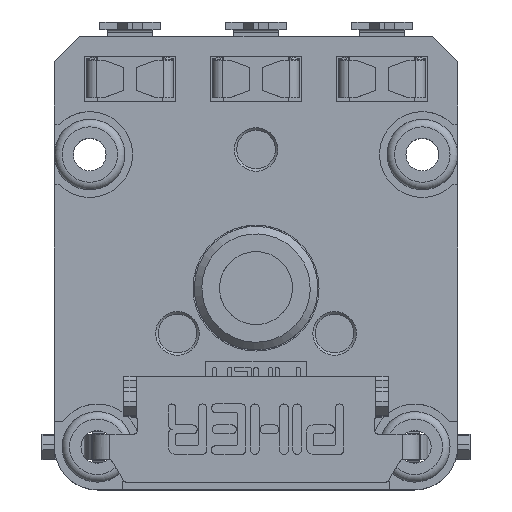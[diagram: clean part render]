
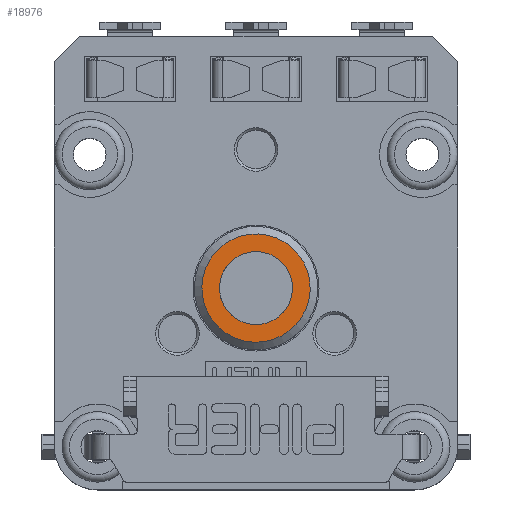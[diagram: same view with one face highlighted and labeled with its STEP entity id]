
A CAD part, top view. The second image highlights one B-rep face of the part: STEP entity #18976.
In plain terms, the highlighted planar face has unit normal (0, 0, 1).
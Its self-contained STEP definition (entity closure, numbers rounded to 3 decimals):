
#637 = DIRECTION ( 'NONE',  ( 1., 0., 0. ) ) ;
#2333 = CARTESIAN_POINT ( 'NONE',  ( 0., 0., 6.2 ) ) ;
#4552 = EDGE_CURVE ( 'NONE', #12840, #12840, #23335, .T. ) ;
#4626 = DIRECTION ( 'NONE',  ( 0., 0., 1. ) ) ;
#10056 = FACE_BOUND ( 'NONE', #11966, .T. ) ;
#10172 = DIRECTION ( 'NONE',  ( 0., 0., 1. ) ) ;
#10363 = EDGE_LOOP ( 'NONE', ( #12214 ) ) ;
#11876 = VERTEX_POINT ( 'NONE', #23483 ) ;
#11966 = EDGE_LOOP ( 'NONE', ( #20838 ) ) ;
#12214 = ORIENTED_EDGE ( 'NONE', *, *, #4552, .T. ) ;
#12305 = DIRECTION ( 'NONE',  ( 0., 0., 1. ) ) ;
#12356 = AXIS2_PLACEMENT_3D ( 'NONE', #2333, #10172, #23842 ) ;
#12840 = VERTEX_POINT ( 'NONE', #13423 ) ;
#13423 = CARTESIAN_POINT ( 'NONE',  ( 2.15, 0., 6.2 ) ) ;
#16321 = CARTESIAN_POINT ( 'NONE',  ( 0., 0., 6.2 ) ) ;
#17026 = AXIS2_PLACEMENT_3D ( 'NONE', #16321, #4626, #18282 ) ;
#18282 = DIRECTION ( 'NONE',  ( 1., 0., 0. ) ) ;
#18976 = ADVANCED_FACE ( 'NONE', ( #10056, #24420 ), #21867, .T. ) ;
#20838 = ORIENTED_EDGE ( 'NONE', *, *, #21846, .F. ) ;
#21846 = EDGE_CURVE ( 'NONE', #11876, #11876, #24876, .T. ) ;
#21867 = PLANE ( 'NONE',  #12356 ) ;
#23335 = CIRCLE ( 'NONE', #17026, 2.15 ) ;
#23483 = CARTESIAN_POINT ( 'NONE',  ( 1.45, 0., 6.2 ) ) ;
#23842 = DIRECTION ( 'NONE',  ( 1., 0., 0. ) ) ;
#24012 = CARTESIAN_POINT ( 'NONE',  ( 0., 0., 6.2 ) ) ;
#24420 = FACE_OUTER_BOUND ( 'NONE', #10363, .T. ) ;
#24876 = CIRCLE ( 'NONE', #25207, 1.45 ) ;
#25207 = AXIS2_PLACEMENT_3D ( 'NONE', #24012, #12305, #637 ) ;
